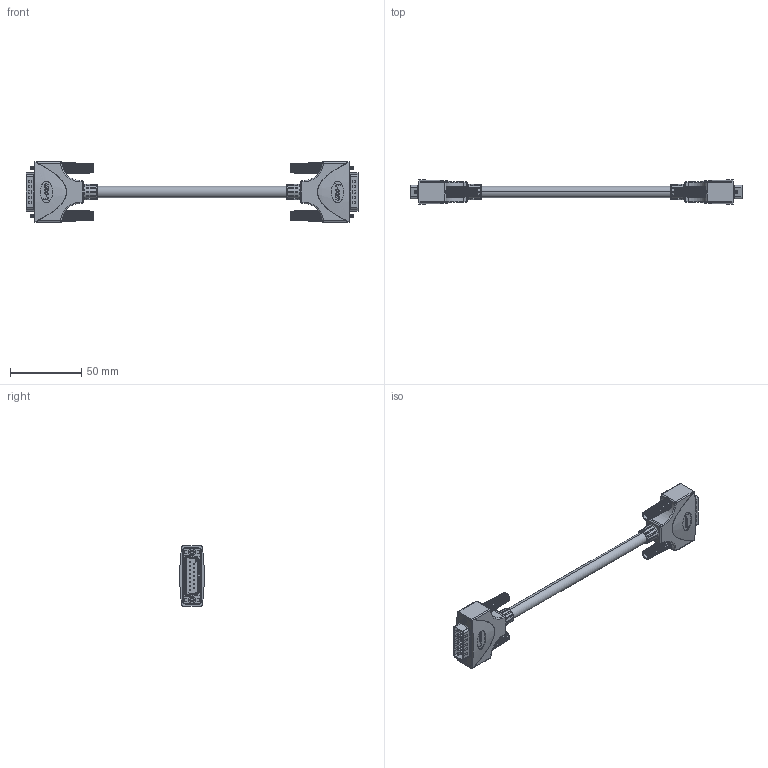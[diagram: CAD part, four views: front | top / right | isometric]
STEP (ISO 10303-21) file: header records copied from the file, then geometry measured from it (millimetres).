
FILE_DESCRIPTION (( 'STEP AP203' ), '1' );
FILE_NAME ('CSMUZ15MM.STEP', '2010-09-01T15:01:21', ( 'x' ), ( 'Microsoft' ), 'SwSTEP 2.0', 'SolidWorks 2010', '' );
FILE_SCHEMA (( 'CONFIG_CONTROL_DESIGN' ));
Length unit declared in the file: inch
Products named in the file (9): MTN-494; 1AJ06-040-MA1; MTN-393; CSMUZ15MM; 1AL08-034; SD15P; 1AY03-028; 1AJ06-040
Assembly tree (10 placements, depth 4):
  CSMUZ15MM
    MTN-494  x2
      1AY03-028
      1AJ06-040
        MTN-393
        1AJ06-040-MA1
      MTN-494
      SD15P
    1AL08-034
Bounding box: 232.57 x 17.02 x 42.13 mm (x, y, z)
Volume: 33733.3 mm3; surface area: 37265.7 mm2
Topology: 15 solids, 15 shells, 2918 faces, 7388 edges, 4592 vertices
Faces by surface type: plane 1152, cylinder 810, cone 472, bspline 308, torus 100, sphere 76
Entity records: 47288 total; most frequent: CARTESIAN_POINT 17832, ORIENTED_EDGE 6018, DIRECTION 5755, EDGE_CURVE 3009, AXIS2_PLACEMENT_3D 2042, VERTEX_POINT 1895, LINE 1671, VECTOR 1671
